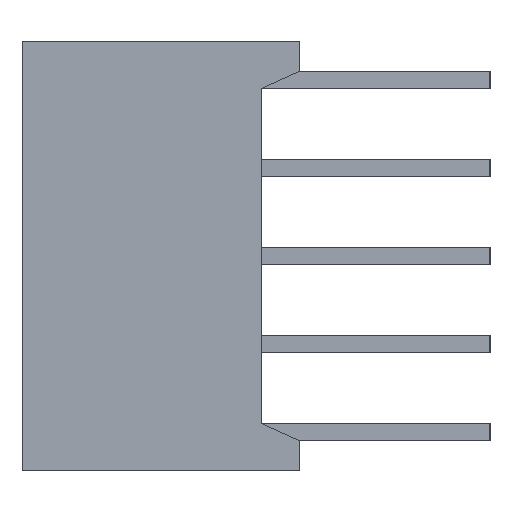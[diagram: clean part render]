
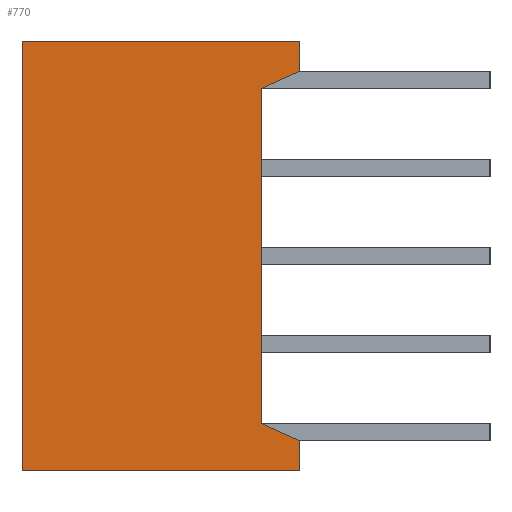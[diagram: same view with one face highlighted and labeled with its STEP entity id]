
A CAD part, left-side view. The second image highlights one B-rep face of the part: STEP entity #770.
In plain terms, the highlighted planar face has unit normal (-1, 0, 0).
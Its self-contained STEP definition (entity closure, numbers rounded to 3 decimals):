
#24 = VERTEX_POINT ( 'NONE', #2853 ) ;
#124 = LINE ( 'NONE', #5416, #5036 ) ;
#172 = VERTEX_POINT ( 'NONE', #5843 ) ;
#335 = ORIENTED_EDGE ( 'NONE', *, *, #3605, .F. ) ;
#616 = LINE ( 'NONE', #2669, #4926 ) ;
#761 = ORIENTED_EDGE ( 'NONE', *, *, #2425, .T. ) ;
#770 = ADVANCED_FACE ( 'NONE', ( #2828 ), #6007, .F. ) ;
#788 = ORIENTED_EDGE ( 'NONE', *, *, #2074, .T. ) ;
#864 = CARTESIAN_POINT ( 'NONE',  ( -8.55, 0., 6.2 ) ) ;
#936 = EDGE_CURVE ( 'NONE', #6725, #172, #3503, .T. ) ;
#1134 = EDGE_CURVE ( 'NONE', #5763, #4484, #4622, .T. ) ;
#1192 = DIRECTION ( 'NONE',  ( 0., 0., 1. ) ) ;
#1517 = ORIENTED_EDGE ( 'NONE', *, *, #936, .T. ) ;
#1871 = EDGE_CURVE ( 'NONE', #6229, #24, #4843, .T. ) ;
#1913 = DIRECTION ( 'NONE',  ( 0., 0.91, 0.414 ) ) ;
#1985 = LINE ( 'NONE', #864, #6017 ) ;
#2043 = ORIENTED_EDGE ( 'NONE', *, *, #2394, .T. ) ;
#2074 = EDGE_CURVE ( 'NONE', #172, #5763, #2744, .T. ) ;
#2203 = DIRECTION ( 'NONE',  ( 0., -1., 0. ) ) ;
#2342 = EDGE_CURVE ( 'NONE', #5298, #6725, #1985, .T. ) ;
#2349 = DIRECTION ( 'NONE',  ( 0., 0., -1. ) ) ;
#2384 = CARTESIAN_POINT ( 'NONE',  ( -8.55, 0., -5.33 ) ) ;
#2394 = EDGE_CURVE ( 'NONE', #4484, #24, #616, .T. ) ;
#2425 = EDGE_CURVE ( 'NONE', #5385, #5298, #124, .T. ) ;
#2637 = DIRECTION ( 'NONE',  ( 0., -0.91, 0.414 ) ) ;
#2638 = CARTESIAN_POINT ( 'NONE',  ( -8.55, 8., -6.2 ) ) ;
#2656 = ORIENTED_EDGE ( 'NONE', *, *, #1871, .F. ) ;
#2669 = CARTESIAN_POINT ( 'NONE',  ( -8.55, 0., 6.2 ) ) ;
#2685 = VECTOR ( 'NONE', #1192, 1000. ) ;
#2744 = LINE ( 'NONE', #3805, #2685 ) ;
#2828 = FACE_OUTER_BOUND ( 'NONE', #3663, .T. ) ;
#2853 = CARTESIAN_POINT ( 'NONE',  ( -8.55, 0., 6.2 ) ) ;
#2898 = DIRECTION ( 'NONE',  ( 1., 0., 0. ) ) ;
#3084 = DIRECTION ( 'NONE',  ( 0., 0., 1. ) ) ;
#3112 = VECTOR ( 'NONE', #1913, 1000. ) ;
#3497 = VECTOR ( 'NONE', #6435, 1000. ) ;
#3503 = LINE ( 'NONE', #6674, #3112 ) ;
#3605 = EDGE_CURVE ( 'NONE', #5385, #6229, #4451, .T. ) ;
#3663 = EDGE_LOOP ( 'NONE', ( #788, #4723, #2043, #2656, #335, #761, #5985, #1517 ) ) ;
#3805 = CARTESIAN_POINT ( 'NONE',  ( -8.55, 1.1, 4.83 ) ) ;
#3982 = CARTESIAN_POINT ( 'NONE',  ( -8.55, 0., -6.2 ) ) ;
#4118 = DIRECTION ( 'NONE',  ( 0., 0., 1. ) ) ;
#4304 = DIRECTION ( 'NONE',  ( 0., -1., 0. ) ) ;
#4335 = CARTESIAN_POINT ( 'NONE',  ( -8.55, 8., 6.2 ) ) ;
#4352 = AXIS2_PLACEMENT_3D ( 'NONE', #4984, #2898, #2349 ) ;
#4451 = LINE ( 'NONE', #6627, #3497 ) ;
#4484 = VERTEX_POINT ( 'NONE', #4788 ) ;
#4622 = LINE ( 'NONE', #4865, #6370 ) ;
#4723 = ORIENTED_EDGE ( 'NONE', *, *, #1134, .T. ) ;
#4788 = CARTESIAN_POINT ( 'NONE',  ( -8.55, 0., 5.33 ) ) ;
#4843 = LINE ( 'NONE', #4335, #6149 ) ;
#4865 = CARTESIAN_POINT ( 'NONE',  ( -8.55, 0., 5.33 ) ) ;
#4926 = VECTOR ( 'NONE', #3084, 1000. ) ;
#4984 = CARTESIAN_POINT ( 'NONE',  ( -8.55, 8., 6.2 ) ) ;
#5036 = VECTOR ( 'NONE', #2203, 1000. ) ;
#5298 = VERTEX_POINT ( 'NONE', #3982 ) ;
#5378 = CARTESIAN_POINT ( 'NONE',  ( -8.55, 8., 6.2 ) ) ;
#5385 = VERTEX_POINT ( 'NONE', #2638 ) ;
#5416 = CARTESIAN_POINT ( 'NONE',  ( -8.55, 8., -6.2 ) ) ;
#5763 = VERTEX_POINT ( 'NONE', #6071 ) ;
#5843 = CARTESIAN_POINT ( 'NONE',  ( -8.55, 1.1, -4.83 ) ) ;
#5985 = ORIENTED_EDGE ( 'NONE', *, *, #2342, .T. ) ;
#6007 = PLANE ( 'NONE',  #4352 ) ;
#6017 = VECTOR ( 'NONE', #4118, 1000. ) ;
#6071 = CARTESIAN_POINT ( 'NONE',  ( -8.55, 1.1, 4.83 ) ) ;
#6149 = VECTOR ( 'NONE', #4304, 1000. ) ;
#6229 = VERTEX_POINT ( 'NONE', #5378 ) ;
#6370 = VECTOR ( 'NONE', #2637, 1000. ) ;
#6435 = DIRECTION ( 'NONE',  ( 0., 0., 1. ) ) ;
#6627 = CARTESIAN_POINT ( 'NONE',  ( -8.55, 8., 6.2 ) ) ;
#6674 = CARTESIAN_POINT ( 'NONE',  ( -8.55, 0., -5.33 ) ) ;
#6725 = VERTEX_POINT ( 'NONE', #2384 ) ;
